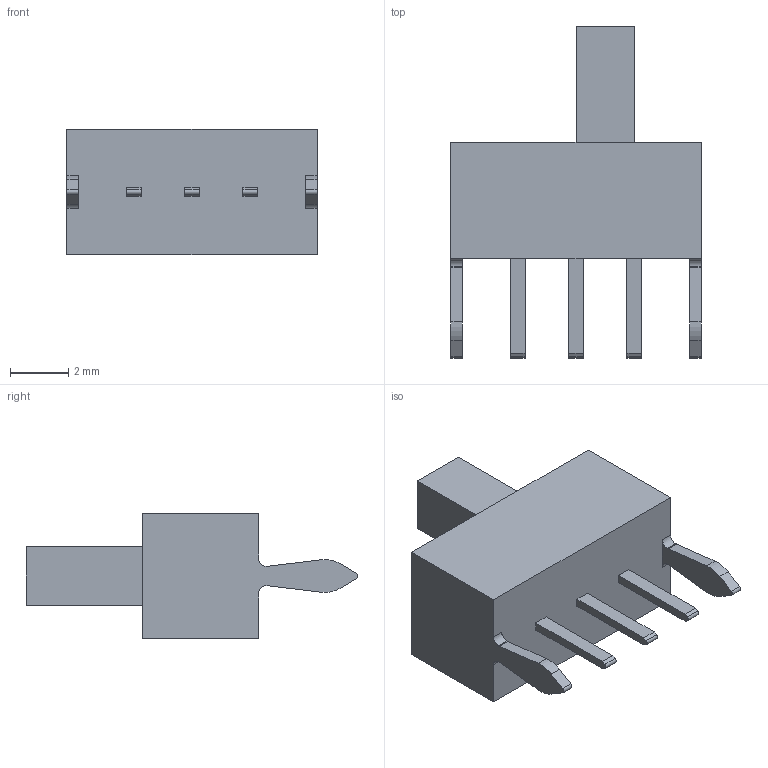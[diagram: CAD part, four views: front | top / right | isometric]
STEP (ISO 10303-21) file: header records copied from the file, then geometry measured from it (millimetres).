
FILE_DESCRIPTION (( 'STEP AP214' ), '1' );
FILE_NAME ('0B4F5E09-4284-4DEA-BC7A-6689A884CDD7.STEP', '2024-05-06T08:48:51', ( '' ), ( '' ), 'SwSTEP 2.0', 'SolidWorks 2022', '' );
FILE_SCHEMA (( 'AUTOMOTIVE_DESIGN' ));
Length unit declared in the file: millimetre
Products named in the file (1): 0B4F5E09-4284-4DEA-BC7A-6689A884CDD7
Bounding box: 8.6 x 11.41 x 4.3 mm (x, y, z)
Volume: 165.7 mm3; surface area: 245.6 mm2
Topology: 1 solids, 1 shells, 60 faces, 160 edges, 106 vertices
Faces by surface type: plane 43, cylinder 17
Entity records: 1962 total; most frequent: CARTESIAN_POINT 327, ORIENTED_EDGE 320, DIRECTION 316, EDGE_CURVE 160, VECTOR 126, LINE 126, VERTEX_POINT 106, AXIS2_PLACEMENT_3D 95
